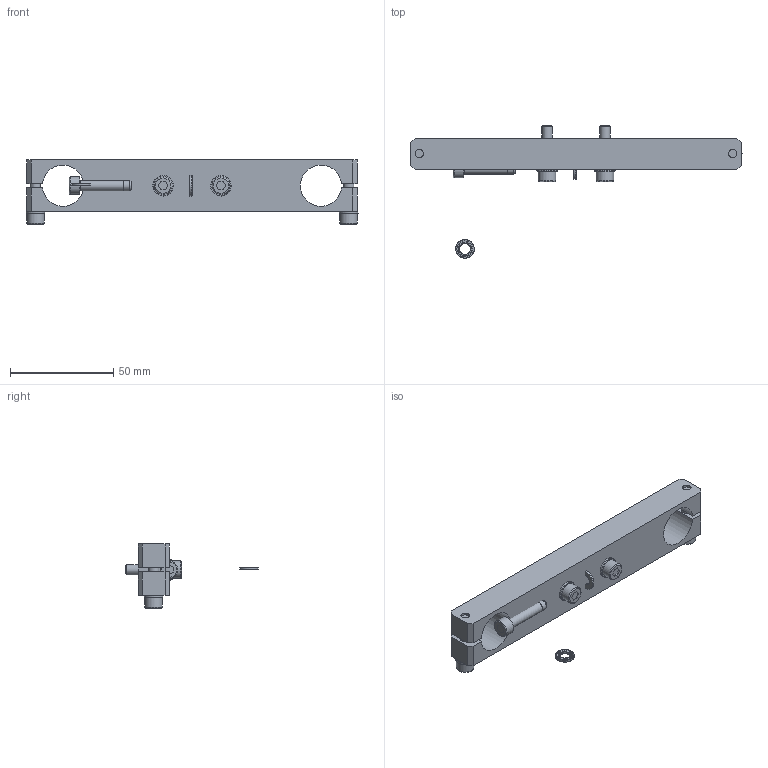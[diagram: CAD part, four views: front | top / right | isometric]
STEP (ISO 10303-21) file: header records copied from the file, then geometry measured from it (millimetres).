
FILE_DESCRIPTION( ( 'Unknown' ), '1' );
FILE_NAME( 'CA.KBH.32.20.125.stp', 'Unknown', ( 'Unknown' ), ( 'Unknown' ), 'PSStep 13.0', 'Unknown', ' ' );
FILE_SCHEMA( ( 'AUTOMOTIVE_DESIGN { 1 0 10303 214 1 1 1 1 }' ) );
Length unit declared in the file: millimetre
Products named in the file (6): Assem1; V-tcei M  5 x 25; rondellaDIN 125 - A 5.3; R.5.SCH; KBH.32.20.125; V-tcei M  5 x 22
Bounding box: 160.9 x 64.14 x 31.1 mm (x, y, z)
Volume: 101588 mm3; surface area: 35079 mm2
Topology: 11 solids, 14 shells, 743 faces, 2111 edges, 1399 vertices
Faces by surface type: plane 682, cylinder 40, torus 12, cone 9
Full cylindrical faces by diameter (mm): 4.134 x4, 5 x6, 5.2 x8, 5.3 x6, 8.5 x6, 9 x3, 10 x3
Entity records: 10182 total; most frequent: DIRECTION 1464, CARTESIAN_POINT 1449, ORIENTED_EDGE 1406, EDGE_CURVE 703, AXIS2_PLACEMENT_3D 494, VERTEX_POINT 479, LINE 476, VECTOR 476
